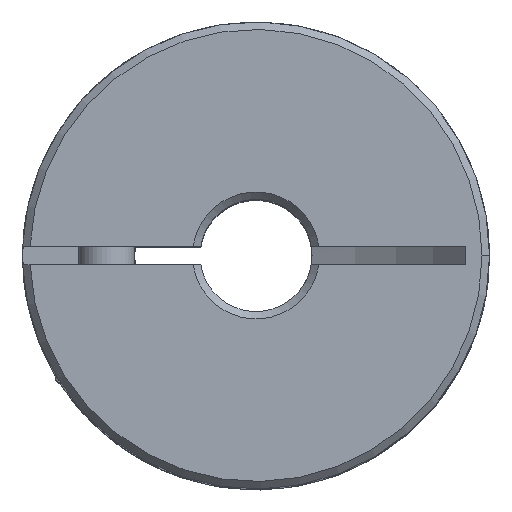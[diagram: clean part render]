
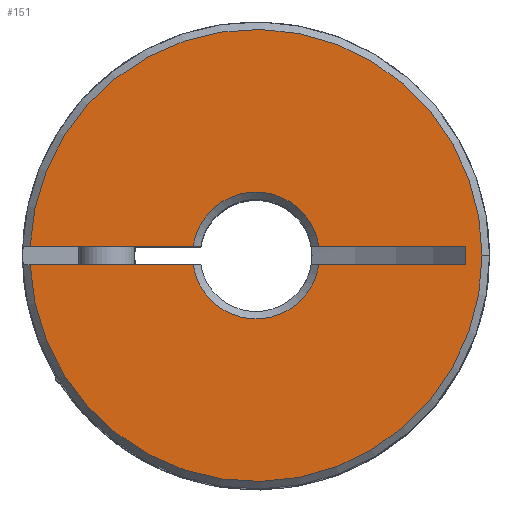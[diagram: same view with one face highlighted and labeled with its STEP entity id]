
A CAD part, top view. The second image highlights one B-rep face of the part: STEP entity #151.
In plain terms, the highlighted planar face has unit normal (0, 0, 1).
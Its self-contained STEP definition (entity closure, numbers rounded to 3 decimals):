
#151=ADVANCED_FACE('',(#382),#383,.F.);
#382=FACE_OUTER_BOUND('',#10816,.T.);
#383=PLANE('',#10817);
#10816=EDGE_LOOP('',(#11737,#11738,#11739,#11740,#11741,#11742,#11743,#11744,#11745));
#10817=AXIS2_PLACEMENT_3D('',#11746,#11747,#11748);
#11737=ORIENTED_EDGE('',*,*,#12138,.T.);
#11738=ORIENTED_EDGE('',*,*,#12133,.T.);
#11739=ORIENTED_EDGE('',*,*,#12136,.T.);
#11740=ORIENTED_EDGE('',*,*,#12147,.F.);
#11741=ORIENTED_EDGE('',*,*,#12148,.T.);
#11742=ORIENTED_EDGE('',*,*,#12035,.F.);
#11743=ORIENTED_EDGE('',*,*,#12034,.F.);
#11744=ORIENTED_EDGE('',*,*,#12149,.T.);
#11745=ORIENTED_EDGE('',*,*,#12150,.F.);
#11746=CARTESIAN_POINT('',(0.0,0.0,32.0));
#11747=DIRECTION('',(0.0,0.0,-1.0));
#11748=DIRECTION('',(-1.0,0.0,0.0));
#12034=EDGE_CURVE('',#12538,#12536,#12540,.T.);
#12035=EDGE_CURVE('',#12536,#12541,#12542,.T.);
#12133=EDGE_CURVE('',#12676,#12677,#12678,.T.);
#12136=EDGE_CURVE('',#12677,#12681,#12682,.T.);
#12138=EDGE_CURVE('',#12684,#12676,#12685,.T.);
#12147=EDGE_CURVE('',#12698,#12681,#12699,.T.);
#12148=EDGE_CURVE('',#12698,#12541,#12700,.T.);
#12149=EDGE_CURVE('',#12538,#12701,#12702,.T.);
#12150=EDGE_CURVE('',#12684,#12701,#12703,.T.);
#12536=VERTEX_POINT('',#23179);
#12538=VERTEX_POINT('',#23182);
#12540=CIRCLE('',#23185,12.1);
#12541=VERTEX_POINT('',#23186);
#12542=CIRCLE('',#23187,12.1);
#12676=VERTEX_POINT('',#23946);
#12677=VERTEX_POINT('',#23947);
#12678=LINE('',#23948,#23949);
#12681=VERTEX_POINT('',#23952);
#12682=LINE('',#23953,#23954);
#12684=VERTEX_POINT('',#23959);
#12685=LINE('',#23960,#23961);
#12698=VERTEX_POINT('',#23986);
#12699=CIRCLE('',#23987,3.4);
#12700=LINE('',#23988,#23989);
#12701=VERTEX_POINT('',#23990);
#12702=LINE('',#23991,#23992);
#12703=CIRCLE('',#23993,3.4);
#23179=CARTESIAN_POINT('',(12.1,0.,32.0));
#23182=CARTESIAN_POINT('',(-12.09,0.5,32.0));
#23185=AXIS2_PLACEMENT_3D('',#24274,#24275,#24276);
#23186=CARTESIAN_POINT('',(-12.09,-0.5,32.0));
#23187=AXIS2_PLACEMENT_3D('',#24277,#24278,#24279);
#23946=CARTESIAN_POINT('',(11.2,0.5,32.0));
#23947=CARTESIAN_POINT('',(11.2,-0.5,32.0));
#23948=CARTESIAN_POINT('',(11.2,0.5,32.0));
#23949=VECTOR('',#24428,1.0);
#23952=CARTESIAN_POINT('',(3.363,-0.5,32.0));
#23953=CARTESIAN_POINT('',(11.2,-0.5,32.0));
#23954=VECTOR('',#24435,7.837);
#23959=CARTESIAN_POINT('',(3.363,0.5,32.0));
#23960=CARTESIAN_POINT('',(3.363,0.5,32.0));
#23961=VECTOR('',#24436,7.837);
#23986=CARTESIAN_POINT('',(-3.363,-0.5,32.0));
#23987=AXIS2_PLACEMENT_3D('',#24446,#24447,#24448);
#23988=CARTESIAN_POINT('',(-3.363,-0.5,32.0));
#23989=VECTOR('',#24449,8.727);
#23990=CARTESIAN_POINT('',(-3.363,0.5,32.0));
#23991=CARTESIAN_POINT('',(-12.09,0.5,32.0));
#23992=VECTOR('',#24450,8.727);
#23993=AXIS2_PLACEMENT_3D('',#24451,#24452,#24453);
#24274=CARTESIAN_POINT('',(0.0,0.0,32.0));
#24275=DIRECTION('',(0.0,0.0,-1.0));
#24276=DIRECTION('',(-1.0,0.0,0.0));
#24277=CARTESIAN_POINT('',(0.0,0.0,32.0));
#24278=DIRECTION('',(0.0,0.0,-1.0));
#24279=DIRECTION('',(-1.0,0.0,0.0));
#24428=DIRECTION('',(0.0,-1.0,0.0));
#24435=DIRECTION('',(-1.0,0.0,0.0));
#24436=DIRECTION('',(1.0,0.0,0.0));
#24446=CARTESIAN_POINT('',(0.0,0.0,32.0));
#24447=DIRECTION('',(0.0,0.0,1.0));
#24448=DIRECTION('',(-1.0,0.0,0.0));
#24449=DIRECTION('',(-1.0,0.0,0.0));
#24450=DIRECTION('',(1.0,0.0,0.0));
#24451=CARTESIAN_POINT('',(0.0,0.0,32.0));
#24452=DIRECTION('',(0.0,0.0,1.0));
#24453=DIRECTION('',(-1.0,0.0,0.0));
